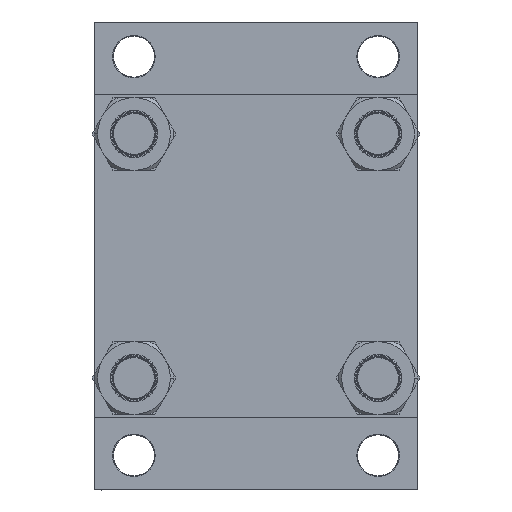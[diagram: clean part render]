
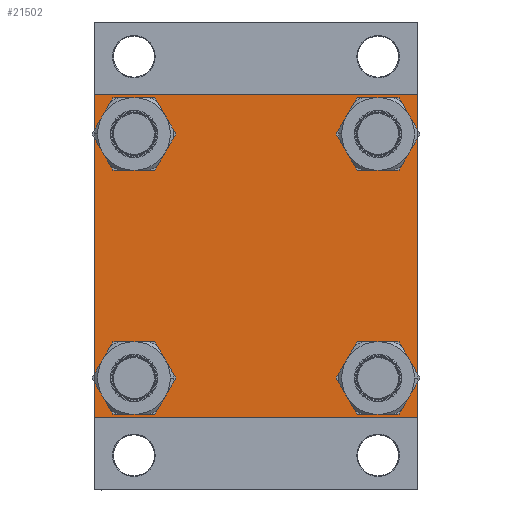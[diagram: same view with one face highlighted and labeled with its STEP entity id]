
A CAD part, left-side view. The second image highlights one B-rep face of the part: STEP entity #21502.
In plain terms, the highlighted planar face has unit normal (-1, 0, 0).
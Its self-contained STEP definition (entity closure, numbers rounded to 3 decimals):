
#39 = CARTESIAN_POINT ( 'NONE',  ( 0., 77.45, -63.45 ) ) ;
#283 = DIRECTION ( 'NONE',  ( 0., 0., 1. ) ) ;
#551 = ORIENTED_EDGE ( 'NONE', *, *, #20397, .T. ) ;
#1094 = VERTEX_POINT ( 'NONE', #22419 ) ;
#1116 = VECTOR ( 'NONE', #15812, 1000. ) ;
#1282 = VERTEX_POINT ( 'NONE', #39 ) ;
#1898 = VECTOR ( 'NONE', #45453, 1000. ) ;
#2482 = ORIENTED_EDGE ( 'NONE', *, *, #45805, .T. ) ;
#2486 = VECTOR ( 'NONE', #29693, 1000. ) ;
#3862 = DIRECTION ( 'NONE',  ( 0., 0., 1. ) ) ;
#4692 = LINE ( 'NONE', #8364, #32291 ) ;
#4883 = DIRECTION ( 'NONE',  ( 1., 0., 0. ) ) ;
#5224 = CARTESIAN_POINT ( 'NONE',  ( 0., 77.45, 77.45 ) ) ;
#5512 = VERTEX_POINT ( 'NONE', #41642 ) ;
#5748 = ORIENTED_EDGE ( 'NONE', *, *, #15319, .T. ) ;
#5916 = CARTESIAN_POINT ( 'NONE',  ( 0., -77.45, -77.45 ) ) ;
#6084 = CARTESIAN_POINT ( 'NONE',  ( 0., 77.45, 77.45 ) ) ;
#6157 = VERTEX_POINT ( 'NONE', #21257 ) ;
#6441 = CARTESIAN_POINT ( 'NONE',  ( 0., -77.45, 63.45 ) ) ;
#6531 = CARTESIAN_POINT ( 'NONE',  ( 0., 102.5, -102. ) ) ;
#6979 = ORIENTED_EDGE ( 'NONE', *, *, #20881, .T. ) ;
#7324 = CIRCLE ( 'NONE', #24497, 14. ) ;
#7540 = AXIS2_PLACEMENT_3D ( 'NONE', #16141, #4883, #38110 ) ;
#8338 = FACE_OUTER_BOUND ( 'NONE', #32182, .T. ) ;
#8364 = CARTESIAN_POINT ( 'NONE',  ( 0., -102.5, 102.5 ) ) ;
#8710 = DIRECTION ( 'NONE',  ( 0., -1., 0. ) ) ;
#8933 = EDGE_CURVE ( 'NONE', #27861, #9795, #47660, .T. ) ;
#9014 = EDGE_CURVE ( 'NONE', #6157, #36951, #30583, .T. ) ;
#9591 = LINE ( 'NONE', #27664, #26818 ) ;
#9795 = VERTEX_POINT ( 'NONE', #6441 ) ;
#10339 = CIRCLE ( 'NONE', #28286, 14. ) ;
#10906 = LINE ( 'NONE', #33595, #2486 ) ;
#11077 = PLANE ( 'NONE',  #21469 ) ;
#11101 = DIRECTION ( 'NONE',  ( 0., 0., -1. ) ) ;
#11513 = DIRECTION ( 'NONE',  ( 1., 0., 0. ) ) ;
#11514 = EDGE_CURVE ( 'NONE', #1282, #20686, #10339, .T. ) ;
#11542 = EDGE_CURVE ( 'NONE', #1094, #41354, #22816, .T. ) ;
#12037 = EDGE_CURVE ( 'NONE', #27204, #6157, #18848, .T. ) ;
#12477 = ORIENTED_EDGE ( 'NONE', *, *, #11514, .T. ) ;
#13223 = CARTESIAN_POINT ( 'NONE',  ( 0., -77.45, 91.45 ) ) ;
#14145 = AXIS2_PLACEMENT_3D ( 'NONE', #40133, #40613, #25258 ) ;
#14368 = ORIENTED_EDGE ( 'NONE', *, *, #26562, .T. ) ;
#14644 = DIRECTION ( 'NONE',  ( 0., 0., 1. ) ) ;
#14944 = DIRECTION ( 'NONE',  ( 0., 0., 1. ) ) ;
#15201 = EDGE_CURVE ( 'NONE', #47721, #5512, #4692, .T. ) ;
#15256 = VERTEX_POINT ( 'NONE', #45721 ) ;
#15319 = EDGE_CURVE ( 'NONE', #47721, #15256, #9591, .T. ) ;
#15464 = EDGE_CURVE ( 'NONE', #20686, #1282, #7324, .T. ) ;
#15702 = ORIENTED_EDGE ( 'NONE', *, *, #11542, .T. ) ;
#15812 = DIRECTION ( 'NONE',  ( 0., 0.707, -0.707 ) ) ;
#15838 = DIRECTION ( 'NONE',  ( 0., 0., 1. ) ) ;
#15927 = FACE_BOUND ( 'NONE', #18310, .T. ) ;
#16141 = CARTESIAN_POINT ( 'NONE',  ( 0., -77.45, 77.45 ) ) ;
#16254 = AXIS2_PLACEMENT_3D ( 'NONE', #6084, #48089, #14644 ) ;
#16785 = LINE ( 'NONE', #31421, #19672 ) ;
#17169 = DIRECTION ( 'NONE',  ( 1., 0., 0. ) ) ;
#18310 = EDGE_LOOP ( 'NONE', ( #12477, #38245 ) ) ;
#18504 = CIRCLE ( 'NONE', #7540, 14. ) ;
#18548 = DIRECTION ( 'NONE',  ( 1., 0., 0. ) ) ;
#18560 = EDGE_LOOP ( 'NONE', ( #28109, #14368 ) ) ;
#18848 = LINE ( 'NONE', #38100, #25926 ) ;
#19026 = CARTESIAN_POINT ( 'NONE',  ( 0., -77.45, -77.45 ) ) ;
#19672 = VECTOR ( 'NONE', #8710, 1000. ) ;
#19707 = AXIS2_PLACEMENT_3D ( 'NONE', #5224, #31370, #20654 ) ;
#20397 = EDGE_CURVE ( 'NONE', #36951, #5512, #30564, .T. ) ;
#20654 = DIRECTION ( 'NONE',  ( 0., 0., 1. ) ) ;
#20686 = VERTEX_POINT ( 'NONE', #37075 ) ;
#20809 = VERTEX_POINT ( 'NONE', #29975 ) ;
#20881 = EDGE_CURVE ( 'NONE', #36307, #25741, #23371, .T. ) ;
#21257 = CARTESIAN_POINT ( 'NONE',  ( 0., 102., -102.5 ) ) ;
#21469 = AXIS2_PLACEMENT_3D ( 'NONE', #33758, #45460, #283 ) ;
#21502 = ADVANCED_FACE ( 'NONE', ( #44518, #37425, #15927, #45224, #8338 ), #11077, .T. ) ;
#21537 = AXIS2_PLACEMENT_3D ( 'NONE', #5916, #17169, #35238 ) ;
#22361 = CARTESIAN_POINT ( 'NONE',  ( 0., -102.25, -102.25 ) ) ;
#22419 = CARTESIAN_POINT ( 'NONE',  ( 0., -77.45, -63.45 ) ) ;
#22816 = CIRCLE ( 'NONE', #25161, 14. ) ;
#23371 = LINE ( 'NONE', #38250, #1116 ) ;
#24027 = EDGE_CURVE ( 'NONE', #41354, #1094, #33984, .T. ) ;
#24495 = DIRECTION ( 'NONE',  ( 0., 0.707, 0.707 ) ) ;
#24497 = AXIS2_PLACEMENT_3D ( 'NONE', #48143, #11513, #14944 ) ;
#24922 = VERTEX_POINT ( 'NONE', #37274 ) ;
#25161 = AXIS2_PLACEMENT_3D ( 'NONE', #19026, #18548, #3862 ) ;
#25258 = DIRECTION ( 'NONE',  ( 0., 0., 1. ) ) ;
#25716 = CARTESIAN_POINT ( 'NONE',  ( 0., -102.5, 102. ) ) ;
#25741 = VERTEX_POINT ( 'NONE', #33141 ) ;
#25926 = VECTOR ( 'NONE', #26886, 1000. ) ;
#26562 = EDGE_CURVE ( 'NONE', #9795, #27861, #18504, .T. ) ;
#26608 = VECTOR ( 'NONE', #26925, 1000. ) ;
#26738 = CARTESIAN_POINT ( 'NONE',  ( 0., 102., 102.5 ) ) ;
#26818 = VECTOR ( 'NONE', #24495, 1000. ) ;
#26886 = DIRECTION ( 'NONE',  ( 0., -0.707, -0.707 ) ) ;
#26925 = DIRECTION ( 'NONE',  ( 0., -1., 0. ) ) ;
#27204 = VERTEX_POINT ( 'NONE', #6531 ) ;
#27225 = ORIENTED_EDGE ( 'NONE', *, *, #24027, .T. ) ;
#27664 = CARTESIAN_POINT ( 'NONE',  ( 0., -102.25, 102.25 ) ) ;
#27861 = VERTEX_POINT ( 'NONE', #13223 ) ;
#28109 = ORIENTED_EDGE ( 'NONE', *, *, #8933, .T. ) ;
#28286 = AXIS2_PLACEMENT_3D ( 'NONE', #37808, #34383, #15838 ) ;
#29537 = CIRCLE ( 'NONE', #16254, 14. ) ;
#29693 = DIRECTION ( 'NONE',  ( 0., 0., -1. ) ) ;
#29975 = CARTESIAN_POINT ( 'NONE',  ( 0., 77.45, 63.45 ) ) ;
#30564 = LINE ( 'NONE', #22361, #1898 ) ;
#30583 = LINE ( 'NONE', #40865, #26608 ) ;
#31370 = DIRECTION ( 'NONE',  ( 1., 0., 0. ) ) ;
#31421 = CARTESIAN_POINT ( 'NONE',  ( 0., 102.5, 102.5 ) ) ;
#32182 = EDGE_LOOP ( 'NONE', ( #2482, #40137, #37095, #551, #34110, #5748, #44482, #6979 ) ) ;
#32291 = VECTOR ( 'NONE', #11101, 1000. ) ;
#33141 = CARTESIAN_POINT ( 'NONE',  ( 0., 102.5, 102. ) ) ;
#33595 = CARTESIAN_POINT ( 'NONE',  ( 0., 102.5, 102.5 ) ) ;
#33758 = CARTESIAN_POINT ( 'NONE',  ( 0., 0., 0. ) ) ;
#33984 = CIRCLE ( 'NONE', #21537, 14. ) ;
#34110 = ORIENTED_EDGE ( 'NONE', *, *, #15201, .F. ) ;
#34383 = DIRECTION ( 'NONE',  ( 1., 0., 0. ) ) ;
#34854 = EDGE_CURVE ( 'NONE', #20809, #24922, #29537, .T. ) ;
#35238 = DIRECTION ( 'NONE',  ( 0., 0., 1. ) ) ;
#35885 = CARTESIAN_POINT ( 'NONE',  ( 0., -102., -102.5 ) ) ;
#36055 = CIRCLE ( 'NONE', #19707, 14. ) ;
#36307 = VERTEX_POINT ( 'NONE', #26738 ) ;
#36951 = VERTEX_POINT ( 'NONE', #35885 ) ;
#37075 = CARTESIAN_POINT ( 'NONE',  ( 0., 77.45, -91.45 ) ) ;
#37095 = ORIENTED_EDGE ( 'NONE', *, *, #9014, .T. ) ;
#37274 = CARTESIAN_POINT ( 'NONE',  ( 0., 77.45, 91.45 ) ) ;
#37425 = FACE_BOUND ( 'NONE', #46907, .T. ) ;
#37808 = CARTESIAN_POINT ( 'NONE',  ( 0., 77.45, -77.45 ) ) ;
#38100 = CARTESIAN_POINT ( 'NONE',  ( 0., 102.25, -102.25 ) ) ;
#38110 = DIRECTION ( 'NONE',  ( 0., 0., 1. ) ) ;
#38245 = ORIENTED_EDGE ( 'NONE', *, *, #15464, .T. ) ;
#38250 = CARTESIAN_POINT ( 'NONE',  ( 0., 102.25, 102.25 ) ) ;
#39172 = CARTESIAN_POINT ( 'NONE',  ( 0., -77.45, -91.45 ) ) ;
#40133 = CARTESIAN_POINT ( 'NONE',  ( 0., -77.45, 77.45 ) ) ;
#40137 = ORIENTED_EDGE ( 'NONE', *, *, #12037, .T. ) ;
#40264 = ORIENTED_EDGE ( 'NONE', *, *, #34854, .T. ) ;
#40613 = DIRECTION ( 'NONE',  ( 1., 0., 0. ) ) ;
#40865 = CARTESIAN_POINT ( 'NONE',  ( 0., 102.5, -102.5 ) ) ;
#41354 = VERTEX_POINT ( 'NONE', #39172 ) ;
#41379 = ORIENTED_EDGE ( 'NONE', *, *, #43404, .T. ) ;
#41634 = EDGE_LOOP ( 'NONE', ( #41379, #40264 ) ) ;
#41642 = CARTESIAN_POINT ( 'NONE',  ( 0., -102.5, -102. ) ) ;
#42355 = EDGE_CURVE ( 'NONE', #36307, #15256, #16785, .T. ) ;
#43404 = EDGE_CURVE ( 'NONE', #24922, #20809, #36055, .T. ) ;
#44482 = ORIENTED_EDGE ( 'NONE', *, *, #42355, .F. ) ;
#44518 = FACE_BOUND ( 'NONE', #18560, .T. ) ;
#45224 = FACE_BOUND ( 'NONE', #41634, .T. ) ;
#45453 = DIRECTION ( 'NONE',  ( 0., -0.707, 0.707 ) ) ;
#45460 = DIRECTION ( 'NONE',  ( -1., 0., 0. ) ) ;
#45721 = CARTESIAN_POINT ( 'NONE',  ( 0., -102., 102.5 ) ) ;
#45805 = EDGE_CURVE ( 'NONE', #25741, #27204, #10906, .T. ) ;
#46907 = EDGE_LOOP ( 'NONE', ( #15702, #27225 ) ) ;
#47660 = CIRCLE ( 'NONE', #14145, 14. ) ;
#47721 = VERTEX_POINT ( 'NONE', #25716 ) ;
#48089 = DIRECTION ( 'NONE',  ( 1., 0., 0. ) ) ;
#48143 = CARTESIAN_POINT ( 'NONE',  ( 0., 77.45, -77.45 ) ) ;
